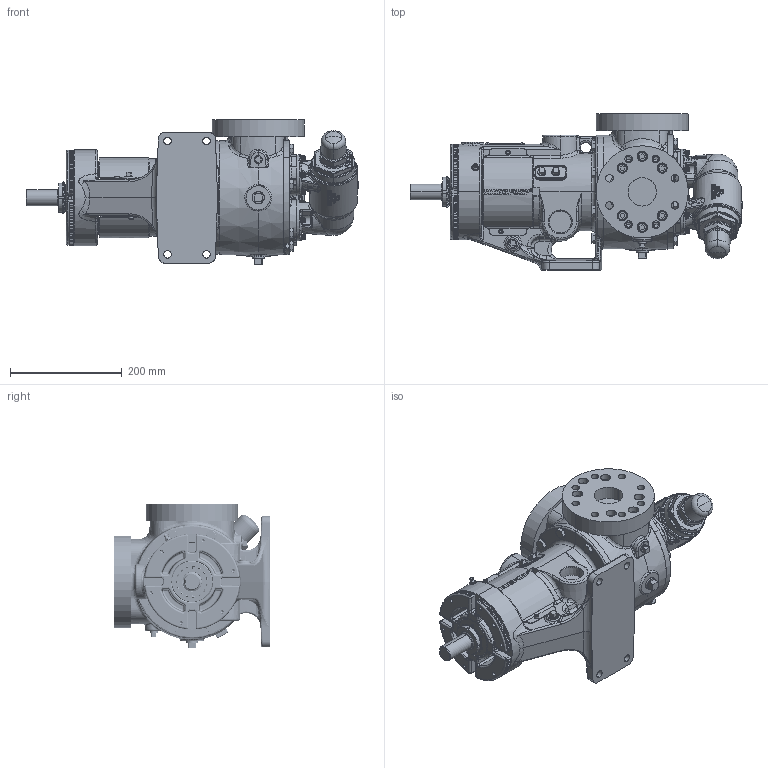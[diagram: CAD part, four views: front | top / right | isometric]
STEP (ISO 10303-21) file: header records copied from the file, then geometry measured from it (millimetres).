
FILE_DESCRIPTION (( 'STEP AP214' ), '1' );
FILE_NAME ('KV-2749.step', '2025-12-05T03:36:09', ( '' ), ( '' ), 'SwSTEP 2.0', 'SolidWorks 2024', '' );
FILE_SCHEMA (( 'AUTOMOTIVE_DESIGN' ));
Length unit declared in the file: inch
Products named in the file (1): KV-2749
Bounding box: 594.8 x 279.4 x 258.95 mm (x, y, z)
Volume: 11632377 mm3; surface area: 776391.6 mm2
Topology: 1 solids, 1 shells, 5661 faces, 14477 edges, 9094 vertices
Faces by surface type: plane 1997, bspline 1752, cone 823, cylinder 775, torus 224, sphere 90
Entity records: 256332 total; most frequent: CARTESIAN_POINT 133275, ORIENTED_EDGE 28720, DIRECTION 20646, EDGE_CURVE 14360, VERTEX_POINT 9087, AXIS2_PLACEMENT_3D 7485, EDGE_LOOP 6093, VECTOR 5676
